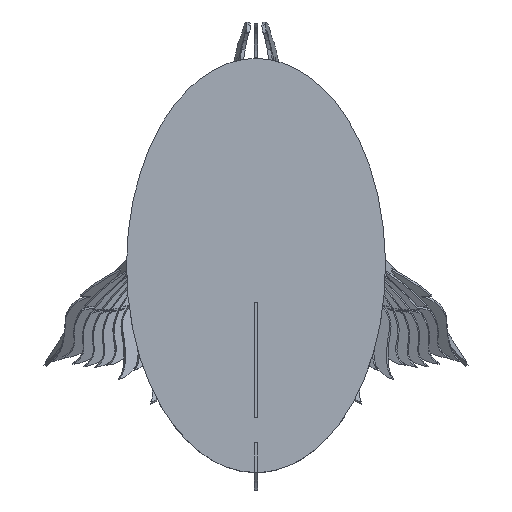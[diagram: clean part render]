
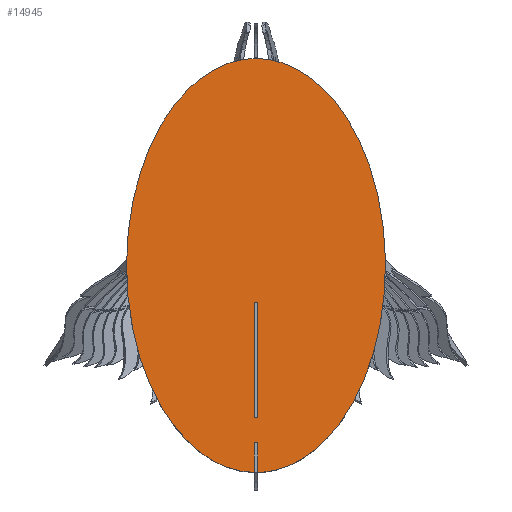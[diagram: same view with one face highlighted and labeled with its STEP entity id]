
A CAD part, front view. The second image highlights one B-rep face of the part: STEP entity #14945.
In plain terms, the highlighted face is planar.
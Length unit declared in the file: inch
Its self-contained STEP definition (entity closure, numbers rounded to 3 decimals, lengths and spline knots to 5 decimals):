
#3834 = LINE ( 'NONE', #42115, #3838 ) ;
#3836 = LINE ( 'NONE', #42117, #3840 ) ;
#3838 = VECTOR ( 'NONE', #42120, 39.37008 ) ;
#3839 = LINE ( 'NONE', #42125, #3843 ) ;
#3840 = VECTOR ( 'NONE', #42122, 39.37008 ) ;
#3841 = LINE ( 'NONE', #42124, #3845 ) ;
#3842 = LINE ( 'NONE', #42119, #3847 ) ;
#3843 = VECTOR ( 'NONE', #42131, 39.37008 ) ;
#3845 = VECTOR ( 'NONE', #42133, 39.37008 ) ;
#3846 = LINE ( 'NONE', #42136, #3849 ) ;
#3847 = VECTOR ( 'NONE', #42135, 39.37008 ) ;
#3848 = LINE ( 'NONE', #42138, #3851 ) ;
#3849 = VECTOR ( 'NONE', #42137, 39.37008 ) ;
#3851 = VECTOR ( 'NONE', #42139, 39.37008 ) ;
#9168 = VERTEX_POINT ( 'NONE', #18867 ) ;
#9178 = VERTEX_POINT ( 'NONE', #18870 ) ;
#9181 = VERTEX_POINT ( 'NONE', #18863 ) ;
#9198 = VERTEX_POINT ( 'NONE', #18861 ) ;
#9203 = VERTEX_POINT ( 'NONE', #18855 ) ;
#11411 = EDGE_LOOP ( 'NONE', ( #21642, #21641, #21640, #21639 ) ) ;
#11429 = EDGE_LOOP ( 'NONE', ( #21646, #21645, #21644, #21643 ) ) ;
#14865 = VERTEX_POINT ( 'NONE', #16949 ) ;
#14866 = VERTEX_POINT ( 'NONE', #16947 ) ;
#14868 = VERTEX_POINT ( 'NONE', #16942 ) ;
#14945 = ADVANCED_FACE ( 'NONE', ( #35084, #35086 ), #16184, .F. ) ;
#16181 = DIRECTION ( 'NONE',  ( 0., 0., 1. ) ) ;
#16184 = PLANE ( 'NONE',  #40830 ) ;
#16186 = CARTESIAN_POINT ( 'NONE',  ( 0., 0., 0. ) ) ;
#16191 = DIRECTION ( 'NONE',  ( 0., 1., 0. ) ) ;
#16942 = CARTESIAN_POINT ( 'NONE',  ( -0.03, 0., -2.61103 ) ) ;
#16947 = CARTESIAN_POINT ( 'NONE',  ( -0.03, 0., -0.63287 ) ) ;
#16949 = CARTESIAN_POINT ( 'NONE',  ( 0.03, 0., -0.63287 ) ) ;
#18855 = CARTESIAN_POINT ( 'NONE',  ( 0.03, 0., -2.61103 ) ) ;
#18861 = CARTESIAN_POINT ( 'NONE',  ( 0.03, 0., -3.03417 ) ) ;
#18863 = CARTESIAN_POINT ( 'NONE',  ( 0.03, 0., -3.54663 ) ) ;
#18867 = CARTESIAN_POINT ( 'NONE',  ( -0.03, 0., -3.54663 ) ) ;
#18870 = CARTESIAN_POINT ( 'NONE',  ( -0.03, 0., -3.03417 ) ) ;
#21639 = ORIENTED_EDGE ( 'NONE', *, *, #38409, .T. ) ;
#21640 = ORIENTED_EDGE ( 'NONE', *, *, #38408, .T. ) ;
#21641 = ORIENTED_EDGE ( 'NONE', *, *, #38407, .T. ) ;
#21642 = ORIENTED_EDGE ( 'NONE', *, *, #38406, .T. ) ;
#21643 = ORIENTED_EDGE ( 'NONE', *, *, #38405, .F. ) ;
#21644 = ORIENTED_EDGE ( 'NONE', *, *, #38404, .F. ) ;
#21645 = ORIENTED_EDGE ( 'NONE', *, *, #38403, .F. ) ;
#21646 = ORIENTED_EDGE ( 'NONE', *, *, #38402, .F. ) ;
#35084 = FACE_OUTER_BOUND ( 'NONE', #11429, .T. ) ;
#35086 = FACE_BOUND ( 'NONE', #11411, .T. ) ;
#38402 = EDGE_CURVE ( 'NONE', #9198, #9178, #3834, .T. ) ;
#38403 = EDGE_CURVE ( 'NONE', #9181, #9198, #3836, .T. ) ;
#38404 = EDGE_CURVE ( 'NONE', #9168, #9181, #45432, .T. ) ;
#38405 = EDGE_CURVE ( 'NONE', #9178, #9168, #3839, .T. ) ;
#38406 = EDGE_CURVE ( 'NONE', #9203, #14868, #3841, .T. ) ;
#38407 = EDGE_CURVE ( 'NONE', #14868, #14866, #3842, .T. ) ;
#38408 = EDGE_CURVE ( 'NONE', #14866, #14865, #3846, .T. ) ;
#38409 = EDGE_CURVE ( 'NONE', #14865, #9203, #3848, .T. ) ;
#40830 = AXIS2_PLACEMENT_3D ( 'NONE', #16186, #16191, #16181 ) ;
#42115 = CARTESIAN_POINT ( 'NONE',  ( -0.03, 0., -3.03417 ) ) ;
#42117 = CARTESIAN_POINT ( 'NONE',  ( 0.03, 0., -3.54663 ) ) ;
#42119 = CARTESIAN_POINT ( 'NONE',  ( -0.03, 0., -2.61103 ) ) ;
#42120 = DIRECTION ( 'NONE',  ( -1., 0., 0. ) ) ;
#42121 = CARTESIAN_POINT ( 'NONE',  ( -4.40095, 0., -3.45185 ) ) ;
#42122 = DIRECTION ( 'NONE',  ( 0., 0., 1. ) ) ;
#42123 = CARTESIAN_POINT ( 'NONE',  ( -0.03, 0., -3.54663 ) ) ;
#42124 = CARTESIAN_POINT ( 'NONE',  ( -0.03, 0., -2.61103 ) ) ;
#42125 = CARTESIAN_POINT ( 'NONE',  ( -0.03, 0., -3.54663 ) ) ;
#42126 = CARTESIAN_POINT ( 'NONE',  ( -4.37135, 0., 3.54696 ) ) ;
#42127 = CARTESIAN_POINT ( 'NONE',  ( 0., 0., 3.54696 ) ) ;
#42128 = CARTESIAN_POINT ( 'NONE',  ( 4.37135, 0., 3.54696 ) ) ;
#42129 = CARTESIAN_POINT ( 'NONE',  ( 4.40095, 0., -3.45185 ) ) ;
#42130 = CARTESIAN_POINT ( 'NONE',  ( 0.03, 0., -3.54663 ) ) ;
#42131 = DIRECTION ( 'NONE',  ( 0., 0., -1. ) ) ;
#42133 = DIRECTION ( 'NONE',  ( -1., 0., 0. ) ) ;
#42135 = DIRECTION ( 'NONE',  ( 0., 0., 1. ) ) ;
#42136 = CARTESIAN_POINT ( 'NONE',  ( -0.03, 0., -0.63287 ) ) ;
#42137 = DIRECTION ( 'NONE',  ( 1., 0., 0. ) ) ;
#42138 = CARTESIAN_POINT ( 'NONE',  ( 0.03, 0., -2.61103 ) ) ;
#42139 = DIRECTION ( 'NONE',  ( 0., 0., -1. ) ) ;
#45432 =( BOUNDED_CURVE ( )  B_SPLINE_CURVE ( 3, ( #42123, #42121, #42126, #42127, #42128, #42129, #42130 ),
 .UNSPECIFIED., .F., .T. ) 
 B_SPLINE_CURVE_WITH_KNOTS ( ( 4, 3, 4 ),
 ( 0.01354, 3.14159, 6.26964 ),
 .UNSPECIFIED. ) 
 CURVE ( )  GEOMETRIC_REPRESENTATION_ITEM ( )  RATIONAL_B_SPLINE_CURVE ( ( 1., 0.338, 0.338, 1., 0.338, 0.338, 1. ) ) 
 REPRESENTATION_ITEM ( '' )  );
